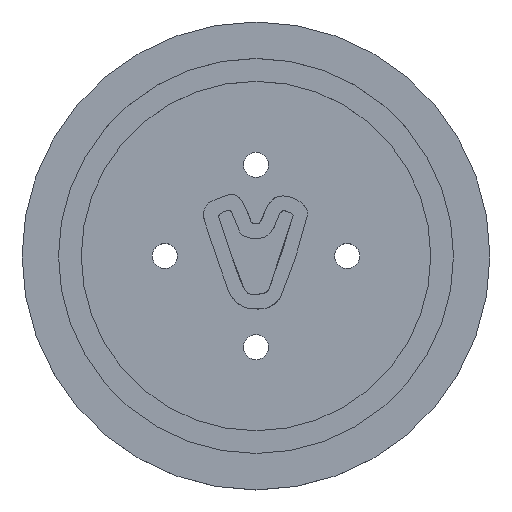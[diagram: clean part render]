
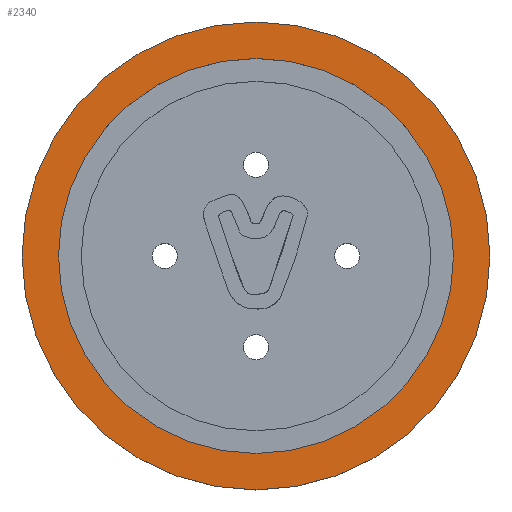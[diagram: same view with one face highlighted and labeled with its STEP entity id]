
A CAD part, top view. The second image highlights one B-rep face of the part: STEP entity #2340.
In plain terms, the highlighted planar face has unit normal (0, 0, 1).
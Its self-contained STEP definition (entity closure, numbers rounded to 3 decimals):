
#120=CIRCLE('',#2531,30.8);
#121=CIRCLE('',#2533,26.);
#141=FACE_BOUND('',#444,.T.);
#187=PLANE('',#2532);
#291=FACE_OUTER_BOUND('',#443,.T.);
#443=EDGE_LOOP('',(#1980));
#444=EDGE_LOOP('',(#1981));
#1078=VERTEX_POINT('',#3917);
#1079=VERTEX_POINT('',#3921);
#1394=EDGE_CURVE('',#1078,#1078,#120,.T.);
#1396=EDGE_CURVE('',#1079,#1079,#121,.T.);
#1980=ORIENTED_EDGE('',*,*,#1394,.T.);
#1981=ORIENTED_EDGE('',*,*,#1396,.F.);
#2340=ADVANCED_FACE('',(#291,#141),#187,.T.);
#2531=AXIS2_PLACEMENT_3D('',#3918,#2937,#2938);
#2532=AXIS2_PLACEMENT_3D('',#3920,#2940,#2941);
#2533=AXIS2_PLACEMENT_3D('',#3922,#2942,#2943);
#2937=DIRECTION('center_axis',(0.,0.,1.));
#2938=DIRECTION('ref_axis',(1.,0.,0.));
#2940=DIRECTION('center_axis',(0.,0.,1.));
#2941=DIRECTION('ref_axis',(1.,0.,0.));
#2942=DIRECTION('center_axis',(0.,0.,1.));
#2943=DIRECTION('ref_axis',(1.,0.,0.));
#3917=CARTESIAN_POINT('',(0.,30.8,49.25));
#3918=CARTESIAN_POINT('Origin',(0.,0.,49.25));
#3920=CARTESIAN_POINT('Origin',(0.,-26.,49.25));
#3921=CARTESIAN_POINT('',(0.,26.,49.25));
#3922=CARTESIAN_POINT('Origin',(0.,0.,49.25));
